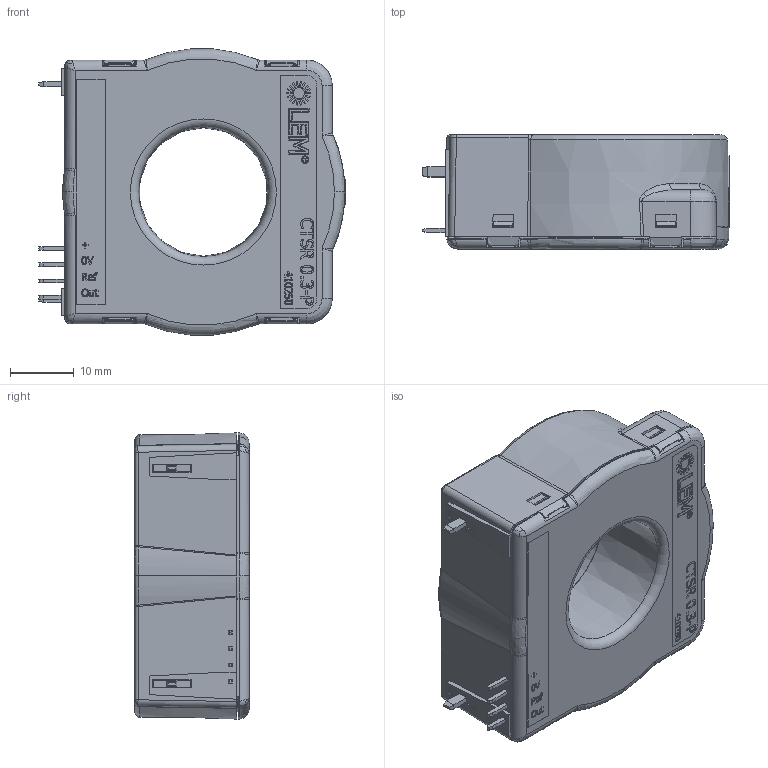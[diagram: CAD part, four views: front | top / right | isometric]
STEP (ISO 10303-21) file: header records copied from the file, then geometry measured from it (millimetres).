
FILE_DESCRIPTION(/* description */ (''),/* implementation_level */ '2;1');
FILE_NAME(/* name */ 'CTSR_03-P.stp',/* time_stamp */ '2021-08-29T17:18:45-03:00',/* author */ ('roger'),/* organization */ (''),/* preprocessor_version */ 'ST-DEVELOPER v18.1',/* originating_system */ 'Autodesk Inventor 2020',/* authorisation */ '');
FILE_SCHEMA (('AUTOMOTIVE_DESIGN { 1 0 10303 214 3 1 1 }'));
Length unit declared in the file: millimetre
Products named in the file (1): CTSR_03-P
Bounding box: 48.06 x 17.91 x 44.87 mm (x, y, z)
Volume: 24943.8 mm3; surface area: 7234.5 mm2
Topology: 1 solids, 1 shells, 1053 faces, 2844 edges, 1863 vertices
Faces by surface type: plane 682, bspline 251, cylinder 87, cone 17, torus 16
Full cylindrical faces by diameter (mm): 0.1 x1, 21.306 x1
Entity records: 39339 total; most frequent: CARTESIAN_POINT 13257, ORIENTED_EDGE 5670, DIRECTION 4236, EDGE_CURVE 2835, LINE 2040, VECTOR 2040, VERTEX_POINT 1863, EDGE_LOOP 1138
